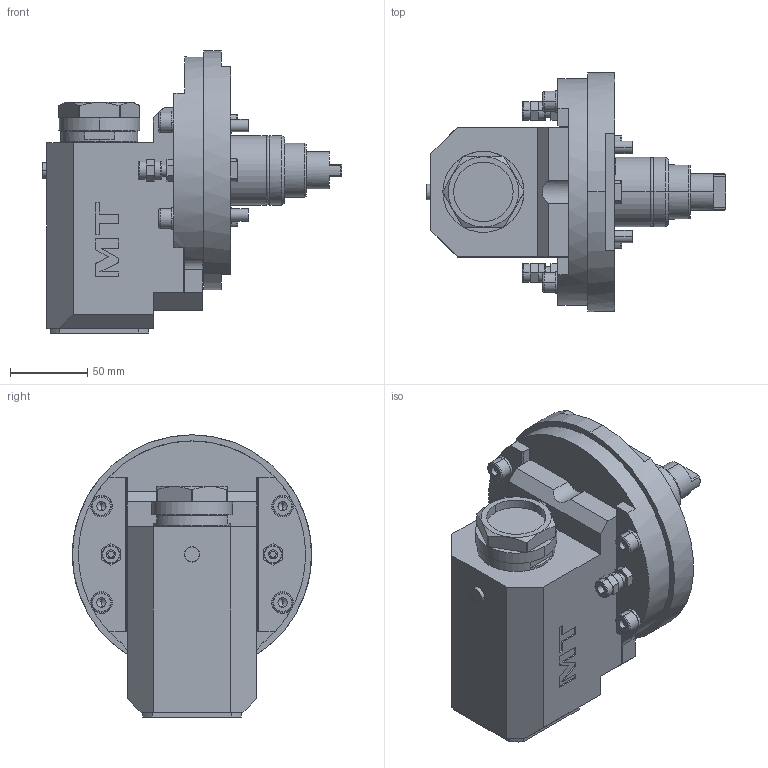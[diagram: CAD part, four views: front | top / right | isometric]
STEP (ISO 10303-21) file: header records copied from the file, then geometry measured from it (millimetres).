
FILE_DESCRIPTION((''),'2;1');
FILE_NAME('SPN0120100_CONF','2025-01-21T14:47:55',('fpalella'),('M.T. srl'),'CREO PARAMETRIC BY PTC INC, 2023352','CREO PARAMETRIC BY PTC INC, 2023352','');
FILE_SCHEMA(('CONFIG_CONTROL_DESIGN'));
Length unit declared in the file: millimetre
Products named in the file (1): SPN0120100_CONF
Bounding box: 194 x 155 x 183.05 mm (x, y, z)
Volume: 1609545.3 mm3; surface area: 120733.1 mm2
Topology: 2 solids, 2 shells, 361 faces, 881 edges, 568 vertices
Faces by surface type: plane 194, cylinder 109, cone 28, torus 26, extrusion 4
Entity records: 11087 total; most frequent: CARTESIAN_POINT 2367, DIRECTION 1867, ORIENTED_EDGE 1746, EDGE_CURVE 873, AXIS2_PLACEMENT_3D 678, VERTEX_POINT 568, VECTOR 511, LINE 507
